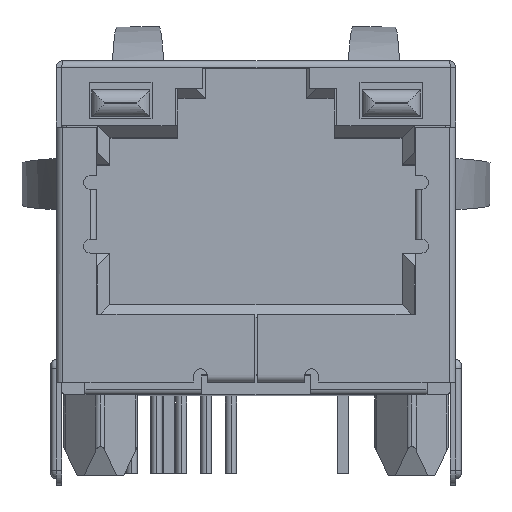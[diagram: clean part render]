
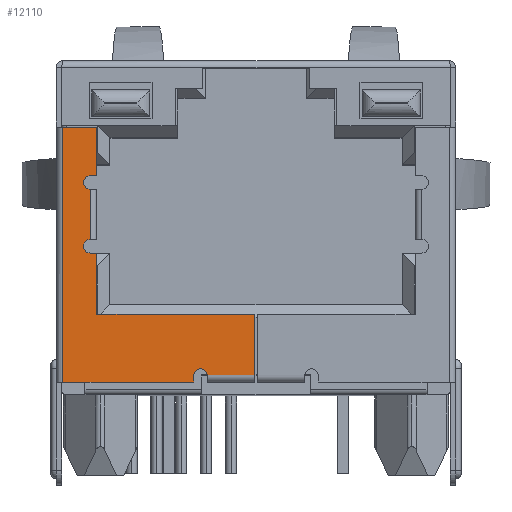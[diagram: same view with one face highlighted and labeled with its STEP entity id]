
A CAD part, top view. The second image highlights one B-rep face of the part: STEP entity #12110.
In plain terms, the highlighted planar face has unit normal (0, 0, 1).
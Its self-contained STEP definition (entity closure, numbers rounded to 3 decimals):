
#15 = VECTOR ( 'NONE', #3178, 1000. ) ;
#66 = CARTESIAN_POINT ( 'NONE',  ( -6.762, -0.486, -0.002 ) ) ;
#235 = DIRECTION ( 'NONE',  ( 1., 0., 0. ) ) ;
#245 = VERTEX_POINT ( 'NONE', #3734 ) ;
#254 = CIRCLE ( 'NONE', #11889, 0.275 ) ;
#332 = VECTOR ( 'NONE', #10545, 1000. ) ;
#380 = VECTOR ( 'NONE', #7558, 1000. ) ;
#399 = VERTEX_POINT ( 'NONE', #2116 ) ;
#950 = AXIS2_PLACEMENT_3D ( 'NONE', #10877, #14400, #7346 ) ;
#991 = CARTESIAN_POINT ( 'NONE',  ( -7.883, -6.065, -0.002 ) ) ;
#1076 = EDGE_CURVE ( 'NONE', #11195, #3459, #8311, .T. ) ;
#1087 = VECTOR ( 'NONE', #14121, 1000. ) ;
#1253 = CARTESIAN_POINT ( 'NONE',  ( -7.933, 4.106, -0.002 ) ) ;
#1449 = DIRECTION ( 'NONE',  ( -1., 0., 0. ) ) ;
#1540 = EDGE_CURVE ( 'NONE', #3344, #9949, #10160, .T. ) ;
#1642 = ORIENTED_EDGE ( 'NONE', *, *, #10938, .F. ) ;
#1679 = CARTESIAN_POINT ( 'NONE',  ( -7.883, 4.106, -0.002 ) ) ;
#1687 = CARTESIAN_POINT ( 'NONE',  ( -6.762, -0.486, -0.002 ) ) ;
#1816 = CIRCLE ( 'NONE', #13760, 0.275 ) ;
#1956 = CARTESIAN_POINT ( 'NONE',  ( -6.492, -0.986, -0.002 ) ) ;
#2116 = CARTESIAN_POINT ( 'NONE',  ( -2.539, -6.299, -0.002 ) ) ;
#2178 = LINE ( 'NONE', #66, #14470 ) ;
#2206 = CARTESIAN_POINT ( 'NONE',  ( -6.762, -0.486, -0.002 ) ) ;
#2242 = EDGE_CURVE ( 'NONE', #8534, #245, #1816, .T. ) ;
#2352 = CARTESIAN_POINT ( 'NONE',  ( -2.252, 2.114, -0.002 ) ) ;
#2355 = ORIENTED_EDGE ( 'NONE', *, *, #12301, .T. ) ;
#2558 = LINE ( 'NONE', #1253, #15026 ) ;
#2833 = ORIENTED_EDGE ( 'NONE', *, *, #13666, .T. ) ;
#2945 = CARTESIAN_POINT ( 'NONE',  ( -6.492, -3.533, -0.002 ) ) ;
#3116 = CARTESIAN_POINT ( 'NONE',  ( -2.539, -6.065, -0.002 ) ) ;
#3119 = VECTOR ( 'NONE', #4848, 1000. ) ;
#3178 = DIRECTION ( 'NONE',  ( 0., 1., 0. ) ) ;
#3344 = VERTEX_POINT ( 'NONE', #2206 ) ;
#3459 = VERTEX_POINT ( 'NONE', #11925 ) ;
#3474 = LINE ( 'NONE', #14561, #13079 ) ;
#3546 = CARTESIAN_POINT ( 'NONE',  ( -6.762, 1.564, -0.002 ) ) ;
#3643 = ORIENTED_EDGE ( 'NONE', *, *, #6059, .F. ) ;
#3734 = CARTESIAN_POINT ( 'NONE',  ( -6.762, 2.114, -0.002 ) ) ;
#3767 = EDGE_CURVE ( 'NONE', #5617, #8534, #4339, .T. ) ;
#3810 = CARTESIAN_POINT ( 'NONE',  ( -2.252, -1.036, -0.002 ) ) ;
#3993 = CARTESIAN_POINT ( 'NONE',  ( -6.492, 4.106, -0.002 ) ) ;
#4339 = LINE ( 'NONE', #10303, #1087 ) ;
#4350 = VECTOR ( 'NONE', #6421, 1000. ) ;
#4354 = CARTESIAN_POINT ( 'NONE',  ( -6.762, 1.839, -0.002 ) ) ;
#4435 = CARTESIAN_POINT ( 'NONE',  ( -6.492, 4.106, -0.002 ) ) ;
#4499 = CARTESIAN_POINT ( 'NONE',  ( -2.539, -6.029, -0.002 ) ) ;
#4848 = DIRECTION ( 'NONE',  ( 1., 0., 0. ) ) ;
#5062 = EDGE_CURVE ( 'NONE', #13965, #9794, #2558, .T. ) ;
#5216 = VECTOR ( 'NONE', #10455, 1000. ) ;
#5294 = CARTESIAN_POINT ( 'NONE',  ( -1.989, -6.029, -0.002 ) ) ;
#5312 = ORIENTED_EDGE ( 'NONE', *, *, #6595, .F. ) ;
#5464 = VERTEX_POINT ( 'NONE', #4499 ) ;
#5617 = VERTEX_POINT ( 'NONE', #3546 ) ;
#5839 = VERTEX_POINT ( 'NONE', #6656 ) ;
#5942 = CARTESIAN_POINT ( 'NONE',  ( -0.05, -3.533, -0.002 ) ) ;
#5943 = VERTEX_POINT ( 'NONE', #2945 ) ;
#5962 = LINE ( 'NONE', #6454, #10653 ) ;
#5989 = CARTESIAN_POINT ( 'NONE',  ( -7.883, -6.299, -0.002 ) ) ;
#6059 = EDGE_CURVE ( 'NONE', #9794, #7281, #15478, .T. ) ;
#6086 = ORIENTED_EDGE ( 'NONE', *, *, #1540, .T. ) ;
#6421 = DIRECTION ( 'NONE',  ( 1., 0., 0. ) ) ;
#6454 = CARTESIAN_POINT ( 'NONE',  ( -1.989, -6.029, -0.002 ) ) ;
#6595 = EDGE_CURVE ( 'NONE', #399, #7235, #12433, .T. ) ;
#6656 = CARTESIAN_POINT ( 'NONE',  ( -1.989, -6.029, -0.002 ) ) ;
#6746 = LINE ( 'NONE', #1956, #5216 ) ;
#6794 = ORIENTED_EDGE ( 'NONE', *, *, #10610, .F. ) ;
#6995 = VECTOR ( 'NONE', #15229, 1000. ) ;
#7066 = CARTESIAN_POINT ( 'NONE',  ( -6.492, 2.114, -0.002 ) ) ;
#7076 = VECTOR ( 'NONE', #9457, 1000. ) ;
#7080 = VERTEX_POINT ( 'NONE', #13008 ) ;
#7235 = VERTEX_POINT ( 'NONE', #5989 ) ;
#7281 = VERTEX_POINT ( 'NONE', #7066 ) ;
#7346 = DIRECTION ( 'NONE',  ( 1., 0., 0. ) ) ;
#7354 = DIRECTION ( 'NONE',  ( 0., -1., 0. ) ) ;
#7418 = LINE ( 'NONE', #3116, #15 ) ;
#7423 = ORIENTED_EDGE ( 'NONE', *, *, #10563, .T. ) ;
#7552 = EDGE_CURVE ( 'NONE', #5839, #7080, #5962, .T. ) ;
#7558 = DIRECTION ( 'NONE',  ( 0., -1., 0. ) ) ;
#7620 = ORIENTED_EDGE ( 'NONE', *, *, #9549, .T. ) ;
#7858 = DIRECTION ( 'NONE',  ( 0., 0., -1. ) ) ;
#7865 = CIRCLE ( 'NONE', #10427, 0.275 ) ;
#7868 = EDGE_CURVE ( 'NONE', #245, #7281, #13380, .T. ) ;
#7905 = DIRECTION ( 'NONE',  ( 1., 0., 0. ) ) ;
#8084 = EDGE_CURVE ( 'NONE', #15672, #5839, #11909, .T. ) ;
#8200 = ORIENTED_EDGE ( 'NONE', *, *, #13301, .T. ) ;
#8212 = EDGE_LOOP ( 'NONE', ( #1642, #14058, #7620, #6086, #7423, #15393, #15119, #15289, #3643, #14453, #8200, #5312, #2833, #2355, #13570, #8302, #13326, #6794 ) ) ;
#8302 = ORIENTED_EDGE ( 'NONE', *, *, #7552, .T. ) ;
#8305 = DIRECTION ( 'NONE',  ( 1., 0., 0. ) ) ;
#8311 = LINE ( 'NONE', #3810, #10174 ) ;
#8534 = VERTEX_POINT ( 'NONE', #14334 ) ;
#8869 = CARTESIAN_POINT ( 'NONE',  ( -1.989, -6.065, -0.002 ) ) ;
#9457 = DIRECTION ( 'NONE',  ( 0., -1., 0. ) ) ;
#9549 = EDGE_CURVE ( 'NONE', #3459, #3344, #7865, .T. ) ;
#9662 = VERTEX_POINT ( 'NONE', #5942 ) ;
#9717 = DIRECTION ( 'NONE',  ( 1., 0., 0. ) ) ;
#9794 = VERTEX_POINT ( 'NONE', #3993 ) ;
#9949 = VERTEX_POINT ( 'NONE', #1687 ) ;
#10160 = LINE ( 'NONE', #13641, #4350 ) ;
#10174 = VECTOR ( 'NONE', #1449, 1000. ) ;
#10179 = DIRECTION ( 'NONE',  ( 0., 0., -1. ) ) ;
#10303 = CARTESIAN_POINT ( 'NONE',  ( -2.252, 1.564, -0.002 ) ) ;
#10427 = AXIS2_PLACEMENT_3D ( 'NONE', #14043, #15245, #9717 ) ;
#10455 = DIRECTION ( 'NONE',  ( 0., -1., 0. ) ) ;
#10545 = DIRECTION ( 'NONE',  ( -1., 0., 0. ) ) ;
#10563 = EDGE_CURVE ( 'NONE', #9949, #5617, #2178, .T. ) ;
#10610 = EDGE_CURVE ( 'NONE', #5943, #9662, #10993, .T. ) ;
#10653 = VECTOR ( 'NONE', #12345, 1000. ) ;
#10877 = CARTESIAN_POINT ( 'NONE',  ( -2.252, -6.065, -0.002 ) ) ;
#10883 = DIRECTION ( 'NONE',  ( 1., 0., 0. ) ) ;
#10901 = VECTOR ( 'NONE', #8305, 1000. ) ;
#10938 = EDGE_CURVE ( 'NONE', #11195, #5943, #6746, .T. ) ;
#10993 = LINE ( 'NONE', #12065, #3119 ) ;
#11195 = VERTEX_POINT ( 'NONE', #15212 ) ;
#11589 = FACE_OUTER_BOUND ( 'NONE', #8212, .T. ) ;
#11889 = AXIS2_PLACEMENT_3D ( 'NONE', #12492, #7858, #7905 ) ;
#11909 = LINE ( 'NONE', #8869, #380 ) ;
#11925 = CARTESIAN_POINT ( 'NONE',  ( -6.762, -1.036, -0.002 ) ) ;
#12065 = CARTESIAN_POINT ( 'NONE',  ( -6.492, -3.533, -0.002 ) ) ;
#12110 = ADVANCED_FACE ( 'NONE', ( #11589 ), #13287, .T. ) ;
#12116 = DIRECTION ( 'NONE',  ( 0., 1., 0. ) ) ;
#12301 = EDGE_CURVE ( 'NONE', #5464, #15672, #254, .T. ) ;
#12345 = DIRECTION ( 'NONE',  ( 1., 0., 0. ) ) ;
#12433 = LINE ( 'NONE', #12890, #332 ) ;
#12492 = CARTESIAN_POINT ( 'NONE',  ( -2.264, -6.029, -0.002 ) ) ;
#12890 = CARTESIAN_POINT ( 'NONE',  ( -7.933, -6.299, -0.002 ) ) ;
#13008 = CARTESIAN_POINT ( 'NONE',  ( -0.05, -6.029, -0.002 ) ) ;
#13079 = VECTOR ( 'NONE', #7354, 1000. ) ;
#13287 = PLANE ( 'NONE',  #950 ) ;
#13301 = EDGE_CURVE ( 'NONE', #13965, #7235, #14040, .T. ) ;
#13326 = ORIENTED_EDGE ( 'NONE', *, *, #13391, .F. ) ;
#13380 = LINE ( 'NONE', #2352, #10901 ) ;
#13391 = EDGE_CURVE ( 'NONE', #9662, #7080, #3474, .T. ) ;
#13570 = ORIENTED_EDGE ( 'NONE', *, *, #8084, .T. ) ;
#13641 = CARTESIAN_POINT ( 'NONE',  ( -2.252, -0.486, -0.002 ) ) ;
#13666 = EDGE_CURVE ( 'NONE', #399, #5464, #7418, .T. ) ;
#13760 = AXIS2_PLACEMENT_3D ( 'NONE', #4354, #10179, #235 ) ;
#13965 = VERTEX_POINT ( 'NONE', #1679 ) ;
#14040 = LINE ( 'NONE', #991, #7076 ) ;
#14043 = CARTESIAN_POINT ( 'NONE',  ( -6.762, -0.761, -0.002 ) ) ;
#14058 = ORIENTED_EDGE ( 'NONE', *, *, #1076, .T. ) ;
#14121 = DIRECTION ( 'NONE',  ( -1., 0., 0. ) ) ;
#14334 = CARTESIAN_POINT ( 'NONE',  ( -6.762, 1.564, -0.002 ) ) ;
#14400 = DIRECTION ( 'NONE',  ( 0., 0., 1. ) ) ;
#14453 = ORIENTED_EDGE ( 'NONE', *, *, #5062, .F. ) ;
#14470 = VECTOR ( 'NONE', #12116, 1000. ) ;
#14561 = CARTESIAN_POINT ( 'NONE',  ( -0.05, -6.299, -0.002 ) ) ;
#15026 = VECTOR ( 'NONE', #10883, 1000. ) ;
#15119 = ORIENTED_EDGE ( 'NONE', *, *, #2242, .T. ) ;
#15212 = CARTESIAN_POINT ( 'NONE',  ( -6.492, -1.036, -0.002 ) ) ;
#15229 = DIRECTION ( 'NONE',  ( 0., -1., 0. ) ) ;
#15245 = DIRECTION ( 'NONE',  ( 0., 0., -1. ) ) ;
#15289 = ORIENTED_EDGE ( 'NONE', *, *, #7868, .T. ) ;
#15393 = ORIENTED_EDGE ( 'NONE', *, *, #3767, .T. ) ;
#15478 = LINE ( 'NONE', #4435, #6995 ) ;
#15672 = VERTEX_POINT ( 'NONE', #5294 ) ;
